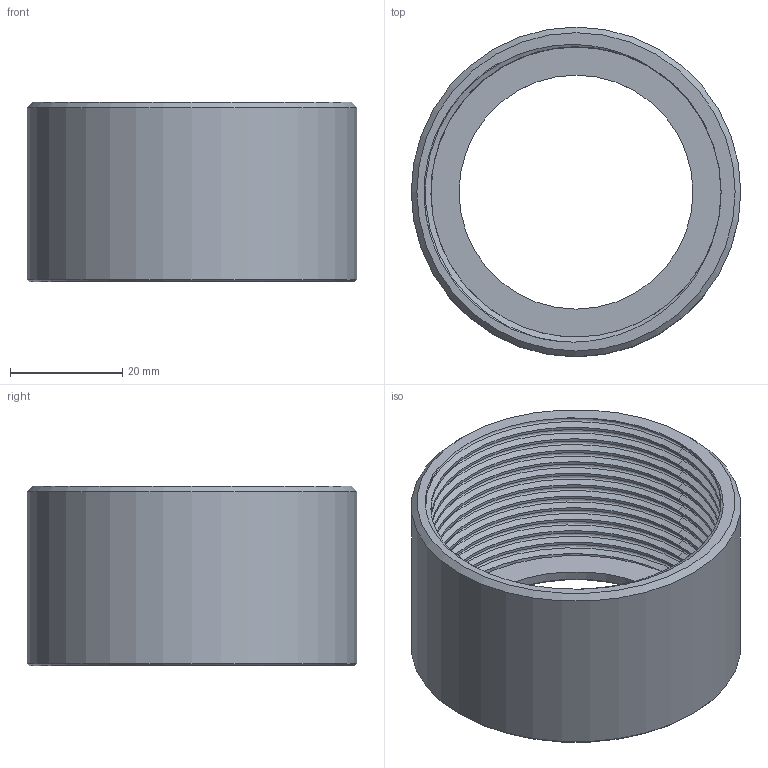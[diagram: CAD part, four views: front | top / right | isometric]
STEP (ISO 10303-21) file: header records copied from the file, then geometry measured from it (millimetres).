
FILE_DESCRIPTION(('FreeCAD Model'),'2;1');
FILE_NAME('Open CASCADE Shape Model','2025-01-26T11:41:24',(''),(''), 'Open CASCADE STEP processor 7.8','FreeCAD','Unknown');
FILE_SCHEMA(('AUTOMOTIVE_DESIGN { 1 0 10303 214 1 1 1 1 }'));
Length unit declared in the file: millimetre
Products named in the file (1): lens-holder
Bounding box: 58.6 x 58.6 x 32 mm (x, y, z)
Volume: 17754.6 mm3; surface area: 16039.9 mm2
Topology: 1 solids, 1 shells, 58 faces, 116 edges, 61 vertices
Faces by surface type: bspline 36, cylinder 15, plane 4, cone 3
Full cylindrical faces by diameter (mm): 41.6 x1, 51.6 x12, 58.6 x1
Entity records: 5612 total; most frequent: CARTESIAN_POINT 3499, DIRECTION 284, ORIENTED_EDGE 232, PCURVE 232, DEFINITIONAL_REPRESENTATION 232, LINE 211, VECTOR 211, EDGE_CURVE 116
